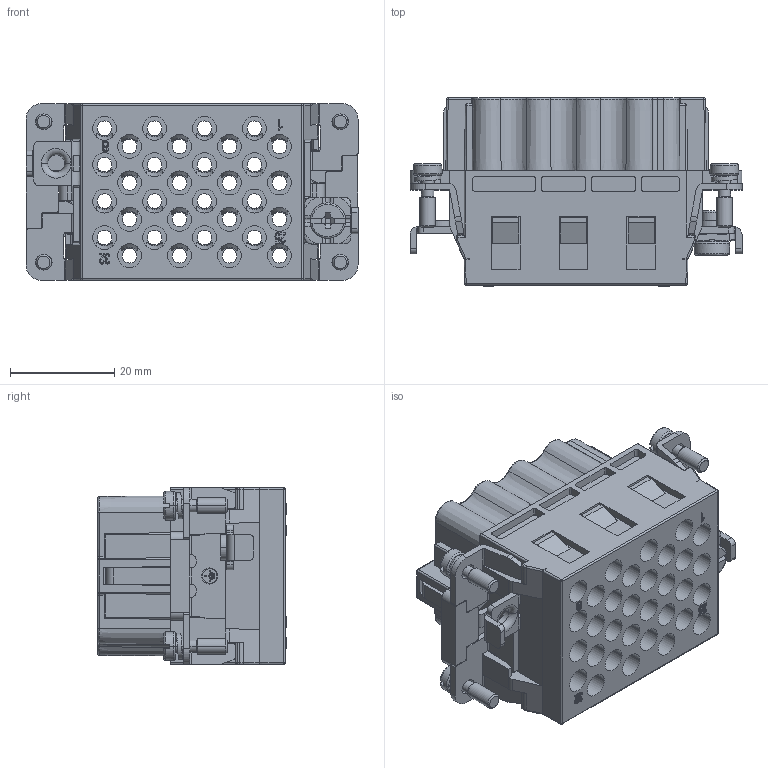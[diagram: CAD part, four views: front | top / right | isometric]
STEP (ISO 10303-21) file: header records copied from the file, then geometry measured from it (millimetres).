
FILE_DESCRIPTION(/* description */ (''),/* implementation_level */ '2;1');
FILE_NAME(/* name */ '3D_1360320200001_HEEE-032-FC_V1.1_stp.stp',/* time_stamp */ '2024-02-05T08:37:30+08:00',/* author */ (''),/* organization */ (''),/* preprocessor_version */ 'ST-DEVELOPER v18.1',/* originating_system */ 'SIEMENS PLM Software NX 1980',/* authorisation */ '');
FILE_SCHEMA (('AUTOMOTIVE_DESIGN { 1 0 10303 214 3 1 1 1 }'));
Products named in the file (1): 131838E85068cxij
Bounding box: 63.8 x 36.2 x 34 mm (x, y, z)
Volume: 32255.7 mm3; surface area: 36266.4 mm2
Topology: 9 solids, 42 shells, 2116 faces, 5789 edges, 3819 vertices
Faces by surface type: plane 1129, cylinder 592, cone 228, torus 90, bspline 40, extrusion 19, sphere 18
Entity records: 73871 total; most frequent: CARTESIAN_POINT 21012, ORIENTED_EDGE 11542, DIRECTION 10301, EDGE_CURVE 5771, VERTEX_POINT 3819, AXIS2_PLACEMENT_3D 3647, VECTOR 3007, LINE 2988
